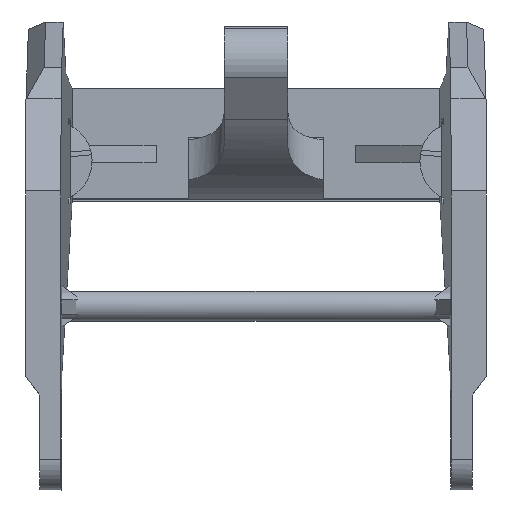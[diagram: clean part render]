
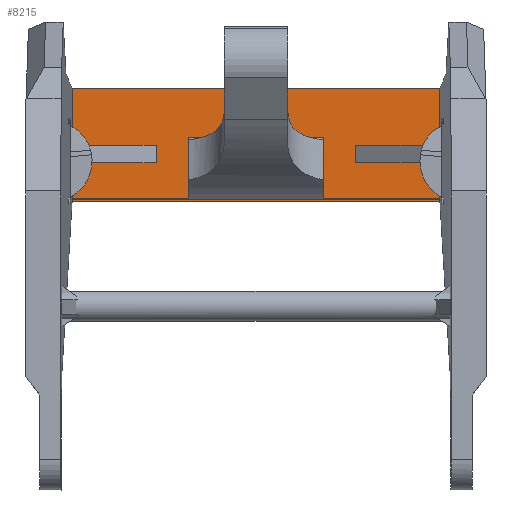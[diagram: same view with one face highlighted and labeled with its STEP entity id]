
A CAD part, front view. The second image highlights one B-rep face of the part: STEP entity #8215.
In plain terms, the highlighted planar face has unit normal (0, 1, 0).
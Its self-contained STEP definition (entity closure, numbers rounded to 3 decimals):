
#1136=DIRECTION('',(0.,0.,1.));
#1137=VECTOR('',#1136,6.414);
#1138=CARTESIAN_POINT('',(10.455,49.9,-3.187));
#1139=LINE('',#1138,#1137);
#1496=DIRECTION('',(-1.,0.,0.));
#1497=VECTOR('',#1496,20.91);
#1498=CARTESIAN_POINT('',(10.455,49.9,-3.187));
#1499=LINE('',#1498,#1497);
#2094=DIRECTION('',(0.,0.,-1.));
#2095=VECTOR('',#2094,6.414);
#2096=CARTESIAN_POINT('',(-10.455,49.9,3.227));
#2097=LINE('',#2096,#2095);
#2101=DIRECTION('',(0.,0.,1.));
#2102=VECTOR('',#2101,3.52);
#2103=CARTESIAN_POINT('',(-3.85,49.9,
-3.1));
#2104=LINE('',#2103,#2102);
#2108=DIRECTION('',(0.,0.,-1.));
#2109=VECTOR('',#2108,3.52);
#2110=CARTESIAN_POINT('',(3.85,49.9,0.42));
#2111=LINE('',#2110,#2109);
#2129=DIRECTION('',(1.,0.,0.));
#2130=VECTOR('',#2129,20.91);
#2131=CARTESIAN_POINT('',(-10.455,49.9,3.227));
#2132=LINE('',#2131,#2130);
#5031=DIRECTION('',(-1.,0.,0.));
#5032=VECTOR('',#5031,7.7);
#5033=CARTESIAN_POINT('',(3.85,49.9,-3.1));
#5034=LINE('',#5033,#5032);
#5202=DIRECTION('',(-1.,0.,0.));
#5203=VECTOR('',#5202,7.7);
#5204=CARTESIAN_POINT('',(3.85,49.9,0.42));
#5205=LINE('',#5204,#5203);
#7523=CARTESIAN_POINT('',(3.85,49.9,-3.1));
#7524=VERTEX_POINT('',#7523);
#7525=CARTESIAN_POINT('',(-3.85,49.9,
-3.1));
#7526=VERTEX_POINT('',#7525);
#7527=CARTESIAN_POINT('',(3.85,49.9,0.42));
#7528=VERTEX_POINT('',#7527);
#7529=CARTESIAN_POINT('',(-3.85,49.9,0.42));
#7530=VERTEX_POINT('',#7529);
#7559=CARTESIAN_POINT('',(-10.455,49.9,3.227));
#7560=VERTEX_POINT('',#7559);
#7561=CARTESIAN_POINT('',(-10.455,49.9,
-3.187));
#7562=VERTEX_POINT('',#7561);
#7575=CARTESIAN_POINT('',(10.455,49.9,-3.187));
#7576=VERTEX_POINT('',#7575);
#7577=CARTESIAN_POINT('',(10.455,49.9,3.227));
#7578=VERTEX_POINT('',#7577);
#8193=CARTESIAN_POINT('',(0.,49.9,0.02));
#8194=DIRECTION('',(0.,1.,0.));
#8195=DIRECTION('',(0.,0.,1.));
#8196=AXIS2_PLACEMENT_3D('',#8193,#8194,#8195);
#8197=PLANE('',#8196);
#8198=ORIENTED_EDGE('',*,*,#7912,.F.);
#8199=ORIENTED_EDGE('',*,*,#7635,.T.);
#8201=ORIENTED_EDGE('',*,*,#8200,.F.);
#8202=ORIENTED_EDGE('',*,*,#8055,.T.);
#8203=EDGE_LOOP('',(#8198,#8199,#8201,#8202));
#8204=FACE_OUTER_BOUND('',#8203,.F.);
#8206=ORIENTED_EDGE('',*,*,#8205,.T.);
#8208=ORIENTED_EDGE('',*,*,#8207,.F.);
#8210=ORIENTED_EDGE('',*,*,#8209,.T.);
#8212=ORIENTED_EDGE('',*,*,#8211,.T.);
#8213=EDGE_LOOP('',(#8206,#8208,#8210,#8212));
#8214=FACE_BOUND('',#8213,.F.);
#7635=EDGE_CURVE('',#7576,#7578,#1139,.T.);
#7912=EDGE_CURVE('',#7576,#7562,#1499,.T.);
#8055=EDGE_CURVE('',#7560,#7562,#2097,.T.);
#8200=EDGE_CURVE('',#7560,#7578,#2132,.T.);
#8205=EDGE_CURVE('',#7526,#7530,#2104,.T.);
#8207=EDGE_CURVE('',#7528,#7530,#5205,.T.);
#8209=EDGE_CURVE('',#7528,#7524,#2111,.T.);
#8211=EDGE_CURVE('',#7524,#7526,#5034,.T.);
#8215=ADVANCED_FACE('',(#8204,#8214),#8197,.T.);
